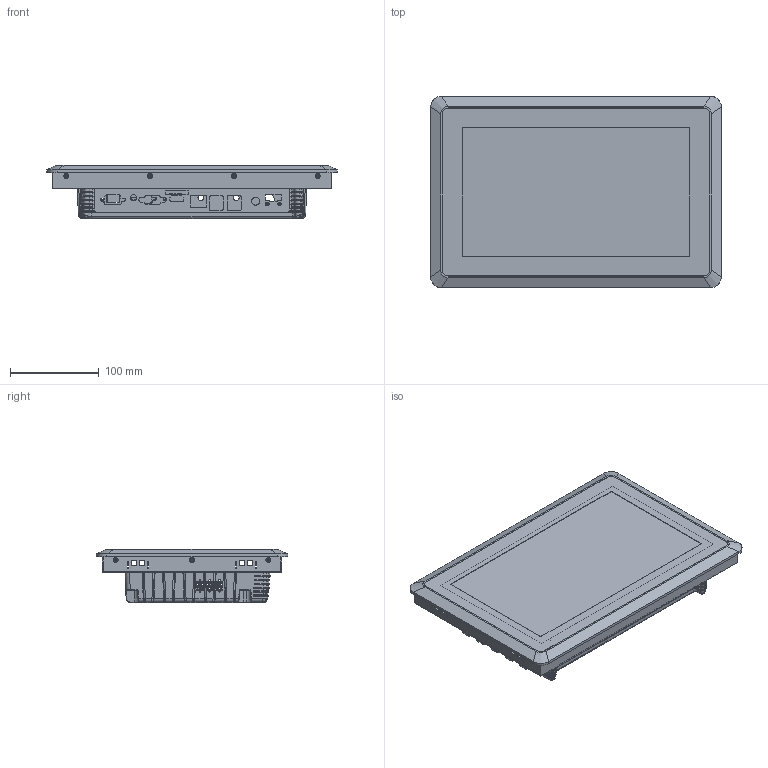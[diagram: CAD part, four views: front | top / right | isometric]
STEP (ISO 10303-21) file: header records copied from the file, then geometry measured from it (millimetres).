
FILE_DESCRIPTION((''),'2;1');
FILE_NAME('0-11_6INCH_CTX_ASM_88_ASM','2024-06-11T16:42:46',('Administrator'),(''),'CREO PARAMETRIC BY PTC INC, 2022164','CREO PARAMETRIC BY PTC INC, 2022164','');
FILE_SCHEMA(('AUTOMOTIVE_DESIGN { 1 0 10303 214 1 1 1 1 }'));
Products named in the file (14): FRONT_PANEL_30_001_0000055_16; TP_36_003_1000163_10; FRONT_PART_11_6INCH_CTX_ASM_19_ASM; MEDIUM_PANEL_11_6_CTX_20; MEDIUM_PANEL_11_6_CTX_ASM_14_ASM; UP_IO_PANEL__12_CT0002_15; BSO-M3-3_1; UP_IO_PANEL__12_CT0001_ASM_34_ASM; DOWN_IO_PANEL_CX-J1900_10; CLS-M2-1_6; DOWN_IO_PANEL_CX-J1900_ASM_7_ASM; 10_1T00001_2; X86_CX_J1900_PART_ASM_5_ASM; 0-11_6INCH_CTX_ASM_88_ASM
Assembly tree (14 placements, depth 4):
  0-11_6INCH_CTX_ASM_88_ASM
    FRONT_PART_11_6INCH_CTX_ASM_19_ASM
      FRONT_PANEL_30_001_0000055_16
      TP_36_003_1000163_10
    X86_CX_J1900_PART_ASM_5_ASM
      MEDIUM_PANEL_11_6_CTX_ASM_14_ASM
        MEDIUM_PANEL_11_6_CTX_20
      UP_IO_PANEL__12_CT0001_ASM_34_ASM
        UP_IO_PANEL__12_CT0002_15
        BSO-M3-3_1
      DOWN_IO_PANEL_CX-J1900_ASM_7_ASM
        DOWN_IO_PANEL_CX-J1900_10
        CLS-M2-1_6  x2
      10_1T00001_2
Bounding box: 328.3 x 216.3 x 60 mm (x, y, z)
Volume: 550073.1 mm3; surface area: 493211.8 mm2
Topology: 9 solids, 11 shells, 3309 faces, 8441 edges, 5145 vertices
Faces by surface type: cylinder 1247, plane 1093, bspline 405, torus 371, cone 170, sphere 20, extrusion 3
Entity records: 152751 total; most frequent: CARTESIAN_POINT 52627, ORIENTED_EDGE 16664, DIRECTION 15122, EDGE_CURVE 8343, AXIS2_PLACEMENT_3D 5422, VERTEX_POINT 5127, VECTOR 4278, LINE 4275
